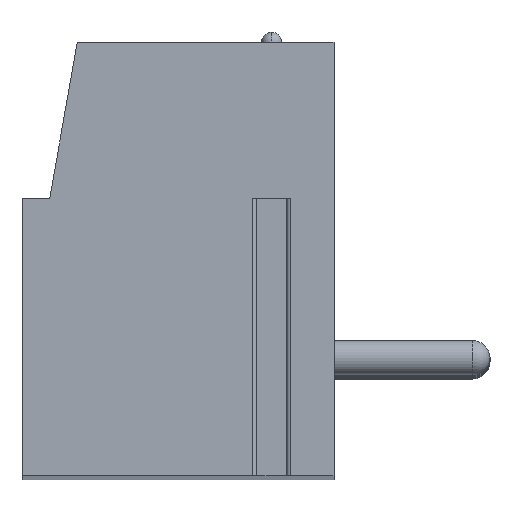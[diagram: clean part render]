
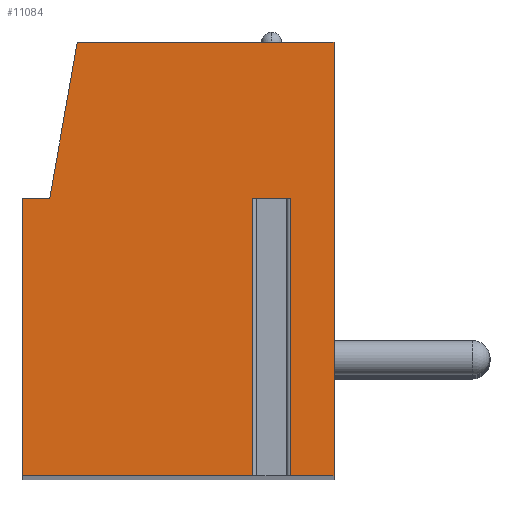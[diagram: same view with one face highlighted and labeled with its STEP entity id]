
A CAD part, top view. The second image highlights one B-rep face of the part: STEP entity #11084.
In plain terms, the highlighted planar face has unit normal (0, 0, 1).
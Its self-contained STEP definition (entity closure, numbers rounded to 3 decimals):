
#13=DIRECTION('',(-1.,0.,0.));
#14=VECTOR('',#13,1.112);
#15=CARTESIAN_POINT('',(3.256,1.75,63.5));
#16=LINE('',#15,#14);
#17=DIRECTION('',(0.,-1.,0.));
#18=VECTOR('',#17,8.);
#19=CARTESIAN_POINT('',(2.144,1.75,63.5));
#20=LINE('',#19,#18);
#21=DIRECTION('',(1.,0.,0.));
#22=VECTOR('',#21,6.644);
#23=CARTESIAN_POINT('',(-4.5,-6.25,63.5));
#24=LINE('',#23,#22);
#25=DIRECTION('',(0.,-1.,0.));
#26=VECTOR('',#25,8.);
#27=CARTESIAN_POINT('',(-4.5,1.75,63.5));
#28=LINE('',#27,#26);
#29=DIRECTION('',(-1.,0.,0.));
#30=VECTOR('',#29,0.8);
#31=CARTESIAN_POINT('',(-3.7,1.75,63.5));
#32=LINE('',#31,#30);
#33=DIRECTION('',(-0.174,-0.985,0.));
#34=VECTOR('',#33,4.569);
#35=CARTESIAN_POINT('',(-2.907,6.25,63.5));
#36=LINE('',#35,#34);
#37=DIRECTION('',(-1.,0.,0.));
#38=VECTOR('',#37,7.407);
#39=CARTESIAN_POINT('',(4.5,6.25,63.5));
#40=LINE('',#39,#38);
#41=DIRECTION('',(0.,1.,0.));
#42=VECTOR('',#41,12.5);
#43=CARTESIAN_POINT('',(4.5,-6.25,63.5));
#44=LINE('',#43,#42);
#45=DIRECTION('',(1.,0.,0.));
#46=VECTOR('',#45,1.244);
#47=CARTESIAN_POINT('',(3.256,-6.25,63.5));
#48=LINE('',#47,#46);
#49=DIRECTION('',(0.,-1.,0.));
#50=VECTOR('',#49,8.);
#51=CARTESIAN_POINT('',(3.256,1.75,63.5));
#52=LINE('',#51,#50);
#8719=CARTESIAN_POINT('',(-3.7,1.75,63.5));
#8720=CARTESIAN_POINT('',(-4.5,1.75,63.5));
#8721=VERTEX_POINT('',#8719);
#8722=VERTEX_POINT('',#8720);
#8723=CARTESIAN_POINT('',(-4.5,-6.25,63.5));
#8724=VERTEX_POINT('',#8723);
#8725=CARTESIAN_POINT('',(4.5,-6.25,63.5));
#8726=CARTESIAN_POINT('',(4.5,6.25,63.5));
#8727=VERTEX_POINT('',#8725);
#8728=VERTEX_POINT('',#8726);
#8729=CARTESIAN_POINT('',(-2.907,6.25,63.5));
#8730=VERTEX_POINT('',#8729);
#8779=CARTESIAN_POINT('',(3.256,1.75,63.5));
#8780=CARTESIAN_POINT('',(2.144,1.75,63.5));
#8781=VERTEX_POINT('',#8779);
#8782=VERTEX_POINT('',#8780);
#8783=CARTESIAN_POINT('',(2.144,-6.25,63.5));
#8784=VERTEX_POINT('',#8783);
#8785=CARTESIAN_POINT('',(3.256,-6.25,63.5));
#8786=VERTEX_POINT('',#8785);
#11057=CARTESIAN_POINT('',(0.,0.,63.5));
#11058=DIRECTION('',(0.,0.,1.));
#11059=DIRECTION('',(1.,0.,0.));
#11060=AXIS2_PLACEMENT_3D('',#11057,#11058,#11059);
#11061=PLANE('',#11060);
#11063=ORIENTED_EDGE('',*,*,#11062,.T.);
#11065=ORIENTED_EDGE('',*,*,#11064,.T.);
#11067=ORIENTED_EDGE('',*,*,#11066,.F.);
#11069=ORIENTED_EDGE('',*,*,#11068,.F.);
#11071=ORIENTED_EDGE('',*,*,#11070,.F.);
#11073=ORIENTED_EDGE('',*,*,#11072,.F.);
#11075=ORIENTED_EDGE('',*,*,#11074,.F.);
#11077=ORIENTED_EDGE('',*,*,#11076,.F.);
#11079=ORIENTED_EDGE('',*,*,#11078,.F.);
#11081=ORIENTED_EDGE('',*,*,#11080,.F.);
#11082=EDGE_LOOP('',(#11063,#11065,#11067,#11069,#11071,#11073,#11075,#11077,
#11079,#11081));
#11083=FACE_OUTER_BOUND('',#11082,.F.);
#11062=EDGE_CURVE('',#8781,#8782,#16,.T.);
#11064=EDGE_CURVE('',#8782,#8784,#20,.T.);
#11066=EDGE_CURVE('',#8724,#8784,#24,.T.);
#11068=EDGE_CURVE('',#8722,#8724,#28,.T.);
#11070=EDGE_CURVE('',#8721,#8722,#32,.T.);
#11072=EDGE_CURVE('',#8730,#8721,#36,.T.);
#11074=EDGE_CURVE('',#8728,#8730,#40,.T.);
#11076=EDGE_CURVE('',#8727,#8728,#44,.T.);
#11078=EDGE_CURVE('',#8786,#8727,#48,.T.);
#11080=EDGE_CURVE('',#8781,#8786,#52,.T.);
#11084=ADVANCED_FACE('',(#11083),#11061,.T.);
